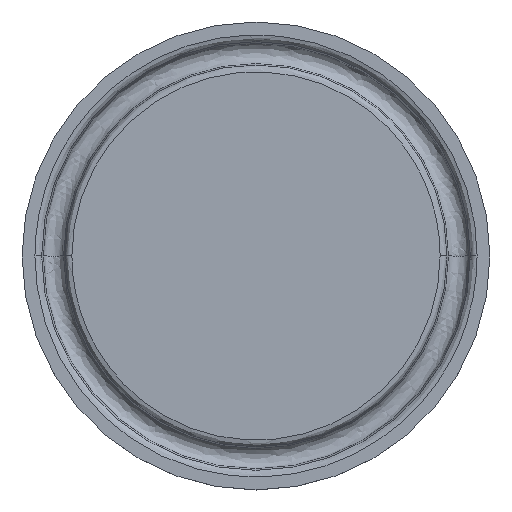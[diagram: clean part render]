
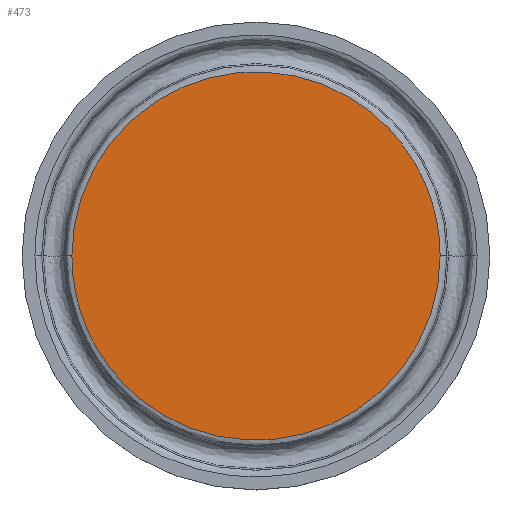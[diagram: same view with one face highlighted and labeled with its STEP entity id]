
A CAD part, top view. The second image highlights one B-rep face of the part: STEP entity #473.
In plain terms, the highlighted planar face has unit normal (0, 0, 1).
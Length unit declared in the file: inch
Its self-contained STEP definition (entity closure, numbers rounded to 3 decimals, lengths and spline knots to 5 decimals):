
#21 = CARTESIAN_POINT ( 'NONE',  ( -0.78063, 0., 0. ) ) ;
#95 = EDGE_CURVE ( 'NONE', #540, #464, #339, .T. ) ;
#141 = AXIS2_PLACEMENT_3D ( 'NONE', #542, #144, #483 ) ;
#144 = DIRECTION ( 'NONE',  ( 0., 0., -1. ) ) ;
#193 = PLANE ( 'NONE',  #141 ) ;
#275 = FACE_OUTER_BOUND ( 'NONE', #517, .T. ) ;
#318 = ORIENTED_EDGE ( 'NONE', *, *, #95, .F. ) ;
#322 =( BOUNDED_CURVE ( )  B_SPLINE_CURVE ( 3, ( #342, #409, #573, #532 ),
 .UNSPECIFIED., .F., .F. ) 
 B_SPLINE_CURVE_WITH_KNOTS ( ( 4, 4 ),
 ( 0., 1. ),
 .UNSPECIFIED. ) 
 CURVE ( )  GEOMETRIC_REPRESENTATION_ITEM ( )  RATIONAL_B_SPLINE_CURVE ( ( 1., 0.333, 0.333, 1. ) ) 
 REPRESENTATION_ITEM ( '' )  );
#339 =( BOUNDED_CURVE ( )  B_SPLINE_CURVE ( 3, ( #548, #580, #589, #546 ),
 .UNSPECIFIED., .F., .T. ) 
 B_SPLINE_CURVE_WITH_KNOTS ( ( 4, 4 ),
 ( 0., 1. ),
 .UNSPECIFIED. ) 
 CURVE ( )  GEOMETRIC_REPRESENTATION_ITEM ( )  RATIONAL_B_SPLINE_CURVE ( ( 1., 0.333, 0.333, 1. ) ) 
 REPRESENTATION_ITEM ( '' )  );
#342 = CARTESIAN_POINT ( 'NONE',  ( 0.78063, 0., 0. ) ) ;
#394 = CARTESIAN_POINT ( 'NONE',  ( 0.78063, 0., 0. ) ) ;
#409 = CARTESIAN_POINT ( 'NONE',  ( 0.78063, -1.56126, 0. ) ) ;
#464 = VERTEX_POINT ( 'NONE', #394 ) ;
#473 = ADVANCED_FACE ( 'NONE', ( #275 ), #193, .F. ) ;
#483 = DIRECTION ( 'NONE',  ( -1., 0., 0. ) ) ;
#517 = EDGE_LOOP ( 'NONE', ( #614, #318 ) ) ;
#532 = CARTESIAN_POINT ( 'NONE',  ( -0.78063, 0., 0. ) ) ;
#540 = VERTEX_POINT ( 'NONE', #21 ) ;
#542 = CARTESIAN_POINT ( 'NONE',  ( 0., 0.685, 0. ) ) ;
#546 = CARTESIAN_POINT ( 'NONE',  ( 0.78063, 0., 0. ) ) ;
#548 = CARTESIAN_POINT ( 'NONE',  ( -0.78063, 0., 0. ) ) ;
#573 = CARTESIAN_POINT ( 'NONE',  ( -0.78063, -1.56126, 0. ) ) ;
#580 = CARTESIAN_POINT ( 'NONE',  ( -0.78063, 1.56126, 0. ) ) ;
#589 = CARTESIAN_POINT ( 'NONE',  ( 0.78063, 1.56126, 0. ) ) ;
#614 = ORIENTED_EDGE ( 'NONE', *, *, #760, .F. ) ;
#760 = EDGE_CURVE ( 'NONE', #464, #540, #322, .T. ) ;
